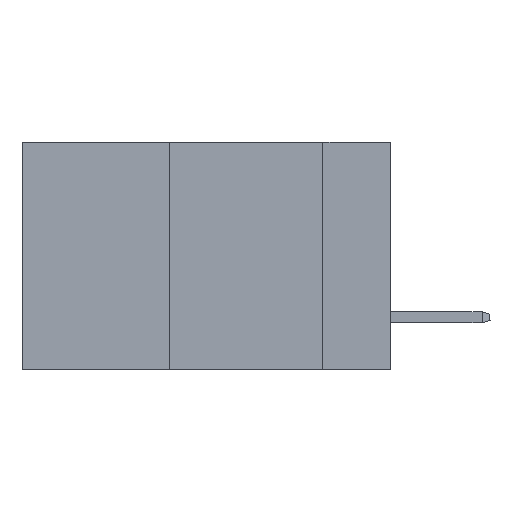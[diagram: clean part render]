
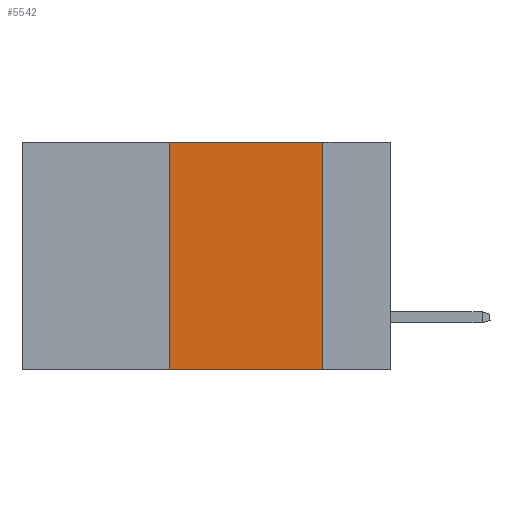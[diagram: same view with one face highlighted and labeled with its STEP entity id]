
A CAD part, left-side view. The second image highlights one B-rep face of the part: STEP entity #5542.
In plain terms, the highlighted planar face has unit normal (-1, 0, 0).
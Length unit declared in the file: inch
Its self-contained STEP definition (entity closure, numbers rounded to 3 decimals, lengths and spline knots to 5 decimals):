
#177 = DIRECTION ( 'NONE',  ( 0., 0., 1. ) ) ;
#873 = VERTEX_POINT ( 'NONE', #35211 ) ;
#1496 = EDGE_CURVE ( 'NONE', #24848, #19506, #36111, .T. ) ;
#1689 = VECTOR ( 'NONE', #7732, 39.37008 ) ;
#4495 = AXIS2_PLACEMENT_3D ( 'NONE', #37033, #37223, #14052 ) ;
#5542 = ADVANCED_FACE ( 'NONE', ( #25541 ), #25900, .F. ) ;
#5722 = CARTESIAN_POINT ( 'NONE',  ( 0., 0.36, 0. ) ) ;
#6398 = EDGE_LOOP ( 'NONE', ( #23183, #28951, #10637, #15048 ) ) ;
#6524 = CARTESIAN_POINT ( 'NONE',  ( 0., 0.36, 0. ) ) ;
#7732 = DIRECTION ( 'NONE',  ( 0., -1., 0. ) ) ;
#10637 = ORIENTED_EDGE ( 'NONE', *, *, #21973, .F. ) ;
#10883 = EDGE_CURVE ( 'NONE', #873, #19506, #29108, .T. ) ;
#14052 = DIRECTION ( 'NONE',  ( 0., 0., -1. ) ) ;
#14554 = CARTESIAN_POINT ( 'NONE',  ( 0., 0.6, -0.37 ) ) ;
#15048 = ORIENTED_EDGE ( 'NONE', *, *, #10883, .T. ) ;
#18704 = VECTOR ( 'NONE', #26224, 39.37008 ) ;
#19506 = VERTEX_POINT ( 'NONE', #31660 ) ;
#20241 = LINE ( 'NONE', #5722, #31806 ) ;
#21973 = EDGE_CURVE ( 'NONE', #873, #26277, #20241, .T. ) ;
#23183 = ORIENTED_EDGE ( 'NONE', *, *, #1496, .F. ) ;
#24041 = DIRECTION ( 'NONE',  ( 0., 0., -1. ) ) ;
#24848 = VERTEX_POINT ( 'NONE', #25188 ) ;
#24940 = LINE ( 'NONE', #28185, #1689 ) ;
#25188 = CARTESIAN_POINT ( 'NONE',  ( 0., 0.11, 0. ) ) ;
#25541 = FACE_OUTER_BOUND ( 'NONE', #6398, .T. ) ;
#25900 = PLANE ( 'NONE',  #4495 ) ;
#26224 = DIRECTION ( 'NONE',  ( 0., -1., 0. ) ) ;
#26277 = VERTEX_POINT ( 'NONE', #6524 ) ;
#28185 = CARTESIAN_POINT ( 'NONE',  ( 0., 0.6, 0. ) ) ;
#28951 = ORIENTED_EDGE ( 'NONE', *, *, #31521, .F. ) ;
#29108 = LINE ( 'NONE', #14554, #18704 ) ;
#31521 = EDGE_CURVE ( 'NONE', #26277, #24848, #24940, .T. ) ;
#31660 = CARTESIAN_POINT ( 'NONE',  ( 0., 0.11, -0.37 ) ) ;
#31806 = VECTOR ( 'NONE', #177, 39.37008 ) ;
#32878 = CARTESIAN_POINT ( 'NONE',  ( 0., 0.11, 0. ) ) ;
#33351 = VECTOR ( 'NONE', #24041, 39.37008 ) ;
#35211 = CARTESIAN_POINT ( 'NONE',  ( 0., 0.36, -0.37 ) ) ;
#36111 = LINE ( 'NONE', #32878, #33351 ) ;
#37033 = CARTESIAN_POINT ( 'NONE',  ( 0., 0.6, 0. ) ) ;
#37223 = DIRECTION ( 'NONE',  ( 1., 0., 0. ) ) ;
